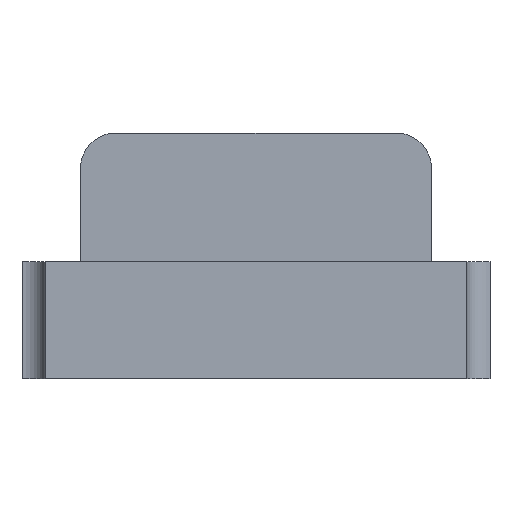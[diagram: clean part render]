
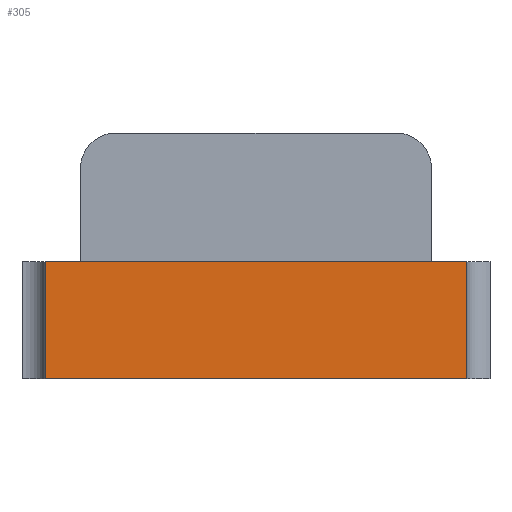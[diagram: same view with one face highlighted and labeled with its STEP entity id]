
A CAD part, front view. The second image highlights one B-rep face of the part: STEP entity #305.
In plain terms, the highlighted face is planar.
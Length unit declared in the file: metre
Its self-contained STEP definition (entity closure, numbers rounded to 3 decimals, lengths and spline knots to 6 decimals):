
#52=ORIENTED_EDGE('',*,*,#136,.F.);
#53=ORIENTED_EDGE('',*,*,#137,.F.);
#54=ORIENTED_EDGE('',*,*,#138,.T.);
#55=ORIENTED_EDGE('',*,*,#139,.F.);
#136=EDGE_CURVE('',#178,#179,#206,.T.);
#137=EDGE_CURVE('',#180,#178,#207,.T.);
#138=EDGE_CURVE('',#180,#181,#208,.T.);
#139=EDGE_CURVE('',#179,#181,#209,.T.);
#178=VERTEX_POINT('',#505);
#179=VERTEX_POINT('',#506);
#180=VERTEX_POINT('',#508);
#181=VERTEX_POINT('',#510);
#206=LINE('',#504,#236);
#207=LINE('',#507,#237);
#208=LINE('',#509,#238);
#209=LINE('',#511,#239);
#236=VECTOR('',#401,1.);
#237=VECTOR('',#402,1.);
#238=VECTOR('',#403,1.);
#239=VECTOR('',#404,1.);
#257=EDGE_LOOP('',(#52,#53,#54,#55));
#275=FACE_BOUND('',#257,.T.);
#293=PLANE('',#350);
#305=ADVANCED_FACE('',(#275),#293,.F.);
#350=AXIS2_PLACEMENT_3D('',#503,#399,#400);
#399=DIRECTION('',(0.,0.,1.));
#400=DIRECTION('',(1.,0.,0.));
#401=DIRECTION('',(0.,1.,0.));
#402=DIRECTION('',(1.,0.,0.));
#403=DIRECTION('',(0.,1.,0.));
#404=DIRECTION('',(-1.,0.,0.));
#503=CARTESIAN_POINT('',(0.,-0.00025,0.));
#504=CARTESIAN_POINT('',(0.0009,-0.002347,0.));
#505=CARTESIAN_POINT('',(0.0009,-0.0005,0.));
#506=CARTESIAN_POINT('',(0.0009,0.,0.));
#507=CARTESIAN_POINT('',(0.,-0.0005,0.));
#508=CARTESIAN_POINT('',(-0.0009,-0.0005,0.));
#509=CARTESIAN_POINT('',(-0.0009,-0.002347,0.));
#510=CARTESIAN_POINT('',(-0.0009,0.,0.));
#511=CARTESIAN_POINT('',(0.0005,0.,0.));
